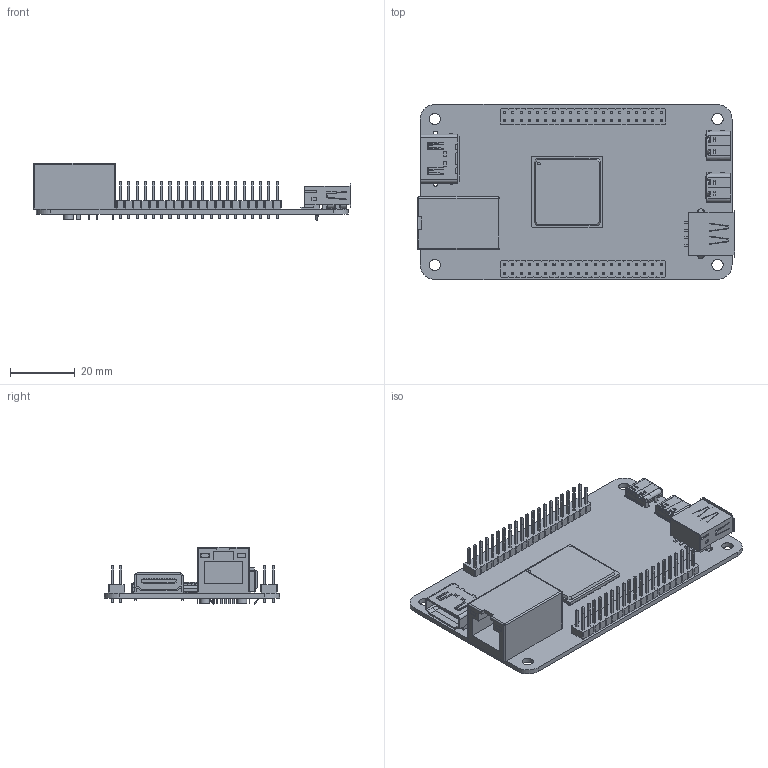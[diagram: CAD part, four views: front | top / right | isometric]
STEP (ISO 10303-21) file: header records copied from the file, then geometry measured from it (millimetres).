
FILE_DESCRIPTION(('KiCad electronic assembly'),'2;1');
FILE_NAME('smartzynqmock.step','2025-07-02T19:27:44',('Pcbnew'),('Kicad' ),'Open CASCADE STEP processor 7.8','KiCad to STEP converter', 'Unknown');
FILE_SCHEMA(('AUTOMOTIVE_DESIGN { 1 0 10303 214 1 1 1 1 }'));
Length unit declared in the file: millimetre
Products named in the file (8): smartzynqmock 1; USB_C_Receptacle_GCT_USB4105-xx-A_16P_TopMnt_Horizontal; BGA-484_23.0x23.0mm_Layout22x22_P1.0mm; HDMI_A_Molex_208658-1001_Horizontal; PinHeader_2x20_P2.54mm_Vertical; USB_A_TE_292303-7_Horizontal; RJ45_Molex_9346520x_Horizontal; smartzynqmock_PCB
Assembly tree (9 placements, depth 2):
  smartzynqmock 1
    USB_C_Receptacle_GCT_USB4105-xx-A_16P_TopMnt_Horizontal  x2
    BGA-484_23.0x23.0mm_Layout22x22_P1.0mm
    HDMI_A_Molex_208658-1001_Horizontal
    PinHeader_2x20_P2.54mm_Vertical  x2
    USB_A_TE_292303-7_Horizontal
    RJ45_Molex_9346520x_Horizontal
    smartzynqmock_PCB
Bounding box: 97.88 x 54 x 17.71 mm (x, y, z)
Volume: 16287.8 mm3; surface area: 21946.7 mm2
Topology: 82 solids, 82 shells, 4006 faces, 9906 edges, 6232 vertices
Faces by surface type: plane 3450, cylinder 448, sphere 88, cone 16, bspline 4
Full cylindrical faces by diameter (mm): 0.5 x4, 0.65 x4, 0.8 x1, 0.92 x4, 1 x80, 1.3 x4, 2.3 x2, 3 x2, 3.17 x2, 3.5 x4
Entity records: 90950 total; most frequent: CARTESIAN_POINT 12914, ORIENTED_EDGE 12508, DIRECTION 12068, EDGE_CURVE 6252, LINE 5440, VECTOR 5440, VERTEX_POINT 4012, AXIS2_PLACEMENT_3D 3314
